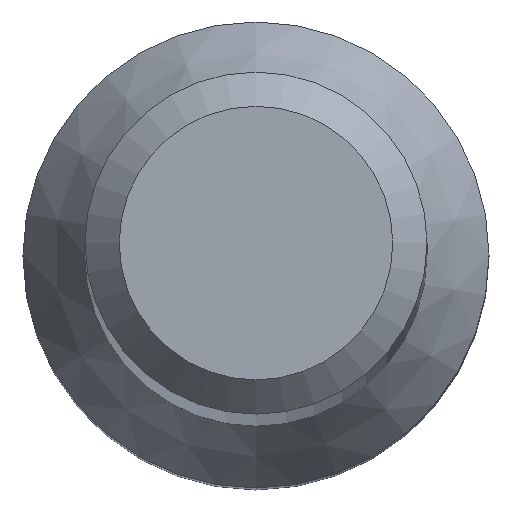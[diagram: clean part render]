
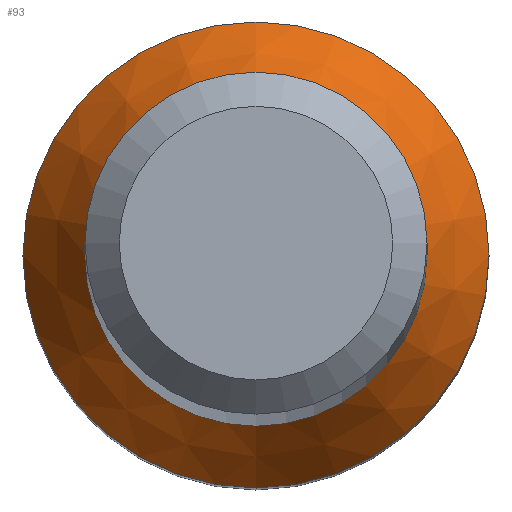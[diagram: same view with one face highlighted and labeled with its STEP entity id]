
A CAD part, top view. The second image highlights one B-rep face of the part: STEP entity #93.
In plain terms, the highlighted conical face has half-angle 30 degrees and reference radius 2.044 mm.
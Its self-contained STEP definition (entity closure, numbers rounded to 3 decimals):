
#1 = EDGE_CURVE ( 'NONE', #34, #34, #139, .T. ) ;
#5 = ORIENTED_EDGE ( 'NONE', *, *, #20, .T. ) ;
#20 = EDGE_CURVE ( 'NONE', #122, #122, #26, .T. ) ;
#22 = EDGE_LOOP ( 'NONE', ( #97 ) ) ;
#26 = CIRCLE ( 'NONE', #147, 1.5 ) ;
#34 = VERTEX_POINT ( 'NONE', #103 ) ;
#43 = DIRECTION ( 'NONE',  ( 0., 1., 0. ) ) ;
#47 = FACE_BOUND ( 'NONE', #115, .T. ) ;
#48 = CARTESIAN_POINT ( 'NONE',  ( 0., 0., 10.14 ) ) ;
#66 = AXIS2_PLACEMENT_3D ( 'NONE', #152, #228, #154 ) ;
#93 = ADVANCED_FACE ( 'NONE', ( #47, #98 ), #202, .T. ) ;
#97 = ORIENTED_EDGE ( 'NONE', *, *, #1, .F. ) ;
#98 = FACE_OUTER_BOUND ( 'NONE', #22, .T. ) ;
#100 = DIRECTION ( 'NONE',  ( 0., 1., 0. ) ) ;
#103 = CARTESIAN_POINT ( 'NONE',  ( 0., 2.044, 10.14 ) ) ;
#115 = EDGE_LOOP ( 'NONE', ( #5 ) ) ;
#122 = VERTEX_POINT ( 'NONE', #163 ) ;
#133 = DIRECTION ( 'NONE',  ( 0., 0., -1. ) ) ;
#139 = CIRCLE ( 'NONE', #66, 2.044 ) ;
#147 = AXIS2_PLACEMENT_3D ( 'NONE', #158, #231, #100 ) ;
#152 = CARTESIAN_POINT ( 'NONE',  ( 0., 0., 10.14 ) ) ;
#154 = DIRECTION ( 'NONE',  ( 0., 1., 0. ) ) ;
#158 = CARTESIAN_POINT ( 'NONE',  ( 0., 0., 11.083 ) ) ;
#163 = CARTESIAN_POINT ( 'NONE',  ( 0., 1.5, 11.083 ) ) ;
#202 = CONICAL_SURFACE ( 'NONE', #234, 2.044, 0.524 ) ;
#228 = DIRECTION ( 'NONE',  ( 0., 0., -1. ) ) ;
#231 = DIRECTION ( 'NONE',  ( 0., 0., -1. ) ) ;
#234 = AXIS2_PLACEMENT_3D ( 'NONE', #48, #133, #43 ) ;
